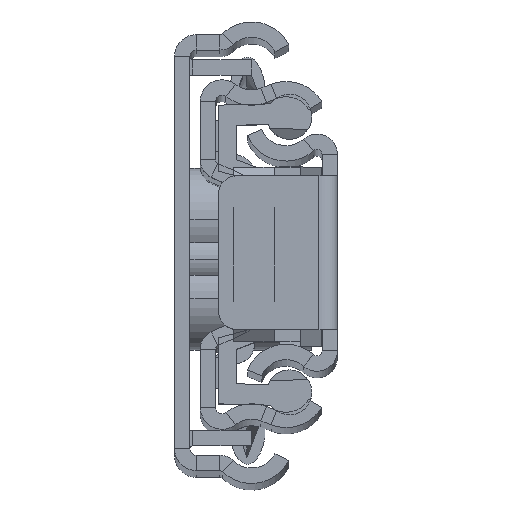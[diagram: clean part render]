
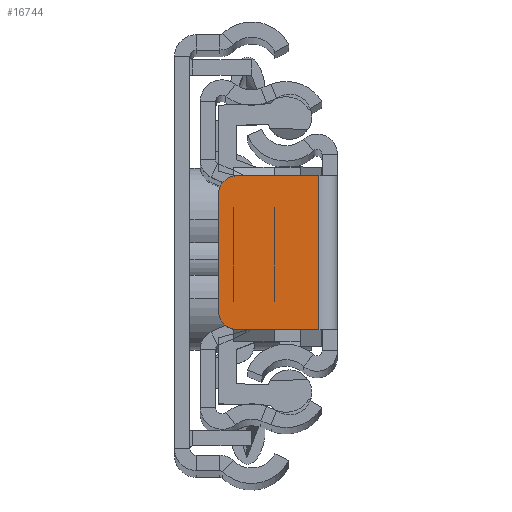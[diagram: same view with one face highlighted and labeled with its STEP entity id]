
A CAD part, top view. The second image highlights one B-rep face of the part: STEP entity #16744.
In plain terms, the highlighted planar face has unit normal (0, 0, 1).
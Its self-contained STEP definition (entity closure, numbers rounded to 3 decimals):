
#134 = CARTESIAN_POINT ( 'NONE',  ( -1.45, -6., 0. ) ) ;
#1386 = DIRECTION ( 'NONE',  ( -1., 0., 0. ) ) ;
#1397 = ORIENTED_EDGE ( 'NONE', *, *, #11437, .T. ) ;
#1626 = VECTOR ( 'NONE', #10440, 1000. ) ;
#1762 = AXIS2_PLACEMENT_3D ( 'NONE', #4683, #14137, #1386 ) ;
#2087 = DIRECTION ( 'NONE',  ( 0., 0., 1. ) ) ;
#2413 = ORIENTED_EDGE ( 'NONE', *, *, #19667, .T. ) ;
#2477 = CIRCLE ( 'NONE', #6102, 1.5 ) ;
#2875 = LINE ( 'NONE', #5986, #8366 ) ;
#3607 = VERTEX_POINT ( 'NONE', #15314 ) ;
#3746 = CARTESIAN_POINT ( 'NONE',  ( -1.45, -6., 0. ) ) ;
#4683 = CARTESIAN_POINT ( 'NONE',  ( -7.8, 4.5, 0. ) ) ;
#5544 = VERTEX_POINT ( 'NONE', #12166 ) ;
#5711 = DIRECTION ( 'NONE',  ( -1., 0., 0. ) ) ;
#5986 = CARTESIAN_POINT ( 'NONE',  ( 0., -6., 0. ) ) ;
#6002 = VERTEX_POINT ( 'NONE', #18384 ) ;
#6102 = AXIS2_PLACEMENT_3D ( 'NONE', #6949, #2087, #9958 ) ;
#6433 = CARTESIAN_POINT ( 'NONE',  ( -7.8, -6., 0. ) ) ;
#6783 = CARTESIAN_POINT ( 'NONE',  ( -7.8, 6., 0. ) ) ;
#6949 = CARTESIAN_POINT ( 'NONE',  ( -7.8, -4.5, 0. ) ) ;
#8366 = VECTOR ( 'NONE', #20304, 1000. ) ;
#8377 = VECTOR ( 'NONE', #15593, 1000. ) ;
#8793 = ORIENTED_EDGE ( 'NONE', *, *, #17094, .F. ) ;
#8807 = EDGE_CURVE ( 'NONE', #17147, #11041, #2875, .T. ) ;
#8939 = LINE ( 'NONE', #134, #8377 ) ;
#9366 = AXIS2_PLACEMENT_3D ( 'NONE', #15306, #16979, #13759 ) ;
#9958 = DIRECTION ( 'NONE',  ( -1., 0., 0. ) ) ;
#10440 = DIRECTION ( 'NONE',  ( 0., -1., 0. ) ) ;
#10522 = PLANE ( 'NONE',  #9366 ) ;
#11041 = VERTEX_POINT ( 'NONE', #3746 ) ;
#11437 = EDGE_CURVE ( 'NONE', #3607, #6002, #13561, .T. ) ;
#11786 = CARTESIAN_POINT ( 'NONE',  ( -9.3, 0., 0. ) ) ;
#11873 = FACE_OUTER_BOUND ( 'NONE', #14490, .T. ) ;
#11942 = LINE ( 'NONE', #15166, #18208 ) ;
#12166 = CARTESIAN_POINT ( 'NONE',  ( -1.45, 6., 0. ) ) ;
#12367 = CIRCLE ( 'NONE', #1762, 1.5 ) ;
#13068 = EDGE_CURVE ( 'NONE', #5544, #16475, #11942, .T. ) ;
#13561 = LINE ( 'NONE', #11786, #1626 ) ;
#13759 = DIRECTION ( 'NONE',  ( -1., 0., 0. ) ) ;
#14137 = DIRECTION ( 'NONE',  ( 0., 0., 1. ) ) ;
#14490 = EDGE_LOOP ( 'NONE', ( #1397, #2413, #14679, #8793, #15832, #19263 ) ) ;
#14679 = ORIENTED_EDGE ( 'NONE', *, *, #8807, .T. ) ;
#15166 = CARTESIAN_POINT ( 'NONE',  ( 0., 6., 0. ) ) ;
#15306 = CARTESIAN_POINT ( 'NONE',  ( 0., 0., 0. ) ) ;
#15314 = CARTESIAN_POINT ( 'NONE',  ( -9.3, 4.5, 0. ) ) ;
#15593 = DIRECTION ( 'NONE',  ( 0., -1., 0. ) ) ;
#15832 = ORIENTED_EDGE ( 'NONE', *, *, #13068, .T. ) ;
#16475 = VERTEX_POINT ( 'NONE', #6783 ) ;
#16744 = ADVANCED_FACE ( 'NONE', ( #11873 ), #10522, .F. ) ;
#16979 = DIRECTION ( 'NONE',  ( 0., 0., -1. ) ) ;
#17094 = EDGE_CURVE ( 'NONE', #5544, #11041, #8939, .T. ) ;
#17147 = VERTEX_POINT ( 'NONE', #6433 ) ;
#18208 = VECTOR ( 'NONE', #5711, 1000. ) ;
#18306 = EDGE_CURVE ( 'NONE', #16475, #3607, #12367, .T. ) ;
#18384 = CARTESIAN_POINT ( 'NONE',  ( -9.3, -4.5, 0. ) ) ;
#19263 = ORIENTED_EDGE ( 'NONE', *, *, #18306, .T. ) ;
#19667 = EDGE_CURVE ( 'NONE', #6002, #17147, #2477, .T. ) ;
#20304 = DIRECTION ( 'NONE',  ( 1., 0., 0. ) ) ;
